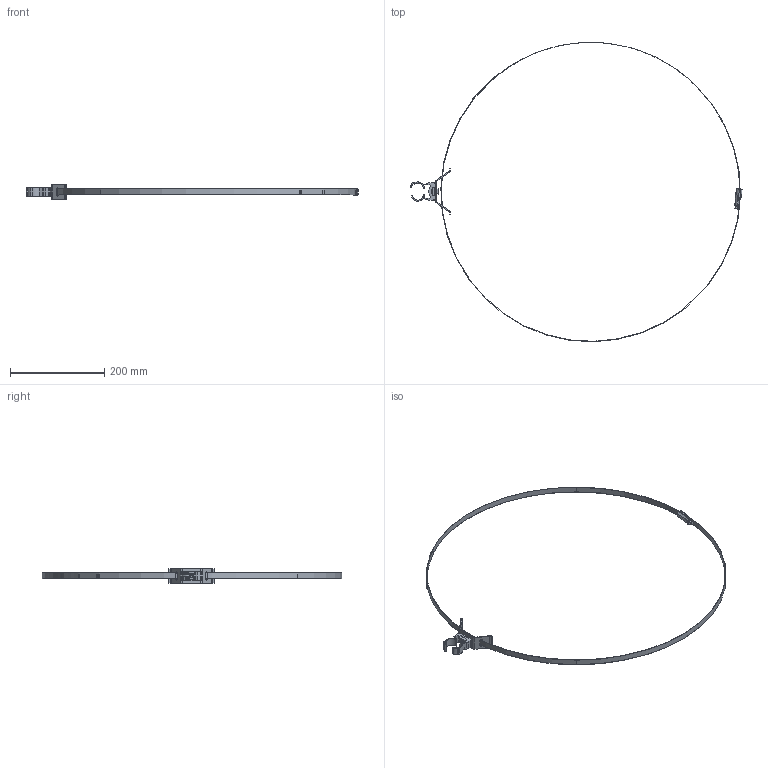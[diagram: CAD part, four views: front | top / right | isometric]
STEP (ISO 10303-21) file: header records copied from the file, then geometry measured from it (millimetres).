
FILE_DESCRIPTION (( 'STEP AP214' ), '1' );
FILE_NAME ('5408066.stp', '2023-04-11T13:58:10', ( '' ), ( '' ), 'SwSTEP 2.0', 'SolidWorks 2022', '' );
FILE_SCHEMA (( 'AUTOMOTIVE_DESIGN' ));
Length unit declared in the file: millimetre
Products named in the file (10): 015862_Standard; 015864_Standard; BA003-17_M6; 021122_flach - A&B 06; 015443; BA003-05_Standard; 5408066; 015863; 021223; 015861_Standard
Assembly tree (9 placements, depth 3):
  5408066
    015443
    015864_Standard
    015863
      015861_Standard
      015862_Standard
    BA003-05_Standard
    BA003-17_M6
    021223
    021122_flach - A&B 06
Bounding box: 704.23 x 635.27 x 30 mm (x, y, z)
Volume: 44462.8 mm3; surface area: 76536.6 mm2
Topology: 8 solids, 8 shells, 301 faces, 826 edges, 545 vertices
Faces by surface type: plane 196, cylinder 87, cone 17, torus 1
Full cylindrical faces by diameter (mm): 4.8 x1, 5 x1, 6 x1, 6.5 x1, 9.9 x1
Entity records: 10992 total; most frequent: CARTESIAN_POINT 2194, ORIENTED_EDGE 1630, DIRECTION 1589, EDGE_CURVE 815, LINE 573, VECTOR 573, VERTEX_POINT 541, AXIS2_PLACEMENT_3D 508
